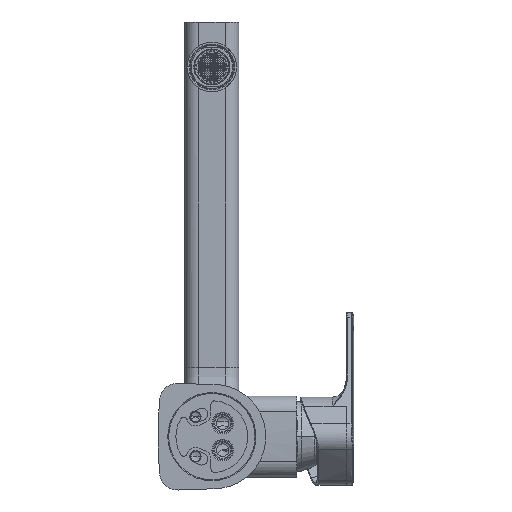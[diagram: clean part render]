
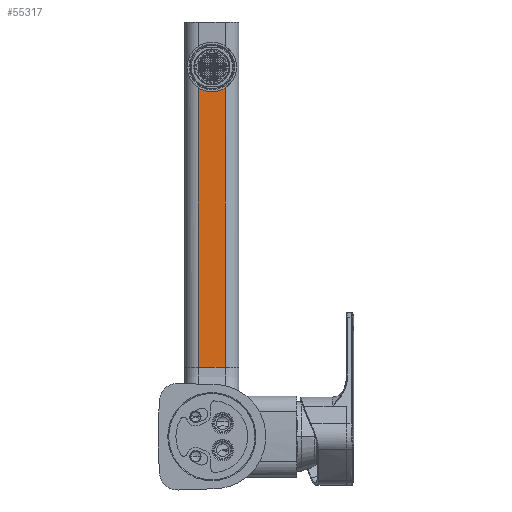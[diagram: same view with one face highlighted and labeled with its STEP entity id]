
A CAD part, front view. The second image highlights one B-rep face of the part: STEP entity #55317.
In plain terms, the highlighted planar face has unit normal (0, -1, 0).
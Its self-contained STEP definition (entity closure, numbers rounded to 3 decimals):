
#4218=DIRECTION('',(0.,0.,-1.));
#4219=VECTOR('',#4218,155.476);
#4220=CARTESIAN_POINT('',(-7.5,295.,193.976));
#4221=LINE('',#4220,#4219);
#4226=CARTESIAN_POINT('',(0.,295.,205.5));
#4227=DIRECTION('',(0.,-1.,0.));
#4228=DIRECTION('',(-0.545,0.,-0.838));
#4229=AXIS2_PLACEMENT_3D('',#4226,#4227,#4228);
#4231=CARTESIAN_POINT('',(0.,295.,205.5));
#4232=DIRECTION('',(0.,-1.,0.));
#4233=DIRECTION('',(0.,0.,-1.));
#4234=AXIS2_PLACEMENT_3D('',#4231,#4232,#4233);
#4236=DIRECTION('',(0.,0.,-1.));
#4237=VECTOR('',#4236,155.476);
#4238=CARTESIAN_POINT('',(7.5,295.,193.976));
#4239=LINE('',#4238,#4237);
#4253=CARTESIAN_POINT('',(7.5,295.,193.976));
#4370=DIRECTION('',(-1.,0.,0.));
#4371=VECTOR('',#4370,15.);
#4372=CARTESIAN_POINT('',(7.5,295.,38.5));
#4373=LINE('',#4372,#4371);
#47994=CARTESIAN_POINT('',(7.5,295.,38.5));
#47995=VERTEX_POINT('',#47994);
#47996=CARTESIAN_POINT('',(-7.5,295.,38.5));
#47997=VERTEX_POINT('',#47996);
#48058=VERTEX_POINT('',#4253);
#48064=CARTESIAN_POINT('',(-7.5,295.,193.976));
#48065=CARTESIAN_POINT('',(0.,295.,191.75));
#48066=VERTEX_POINT('',#48064);
#48067=VERTEX_POINT('',#48065);
#55302=CARTESIAN_POINT('',(7.5,295.,230.5));
#55303=DIRECTION('',(0.,-1.,0.));
#55304=DIRECTION('',(-1.,0.,0.));
#55305=AXIS2_PLACEMENT_3D('',#55302,#55303,#55304);
#55306=PLANE('',#55305);
#55307=ORIENTED_EDGE('',*,*,#55239,.T.);
#55309=ORIENTED_EDGE('',*,*,#55308,.T.);
#55311=ORIENTED_EDGE('',*,*,#55310,.T.);
#55313=ORIENTED_EDGE('',*,*,#55312,.T.);
#55314=ORIENTED_EDGE('',*,*,#55283,.F.);
#55315=EDGE_LOOP('',(#55307,#55309,#55311,#55313,#55314));
#55316=FACE_OUTER_BOUND('',#55315,.F.);
#55317=ADVANCED_FACE('',(#55316),#55306,.T.);
#4230=CIRCLE('',#4229,13.75);
#4235=CIRCLE('',#4234,13.75);
#55239=EDGE_CURVE('',#48066,#48067,#4230,.T.);
#55283=EDGE_CURVE('',#48066,#47997,#4221,.T.);
#55308=EDGE_CURVE('',#48067,#48058,#4235,.T.);
#55310=EDGE_CURVE('',#48058,#47995,#4239,.T.);
#55312=EDGE_CURVE('',#47995,#47997,#4373,.T.);
